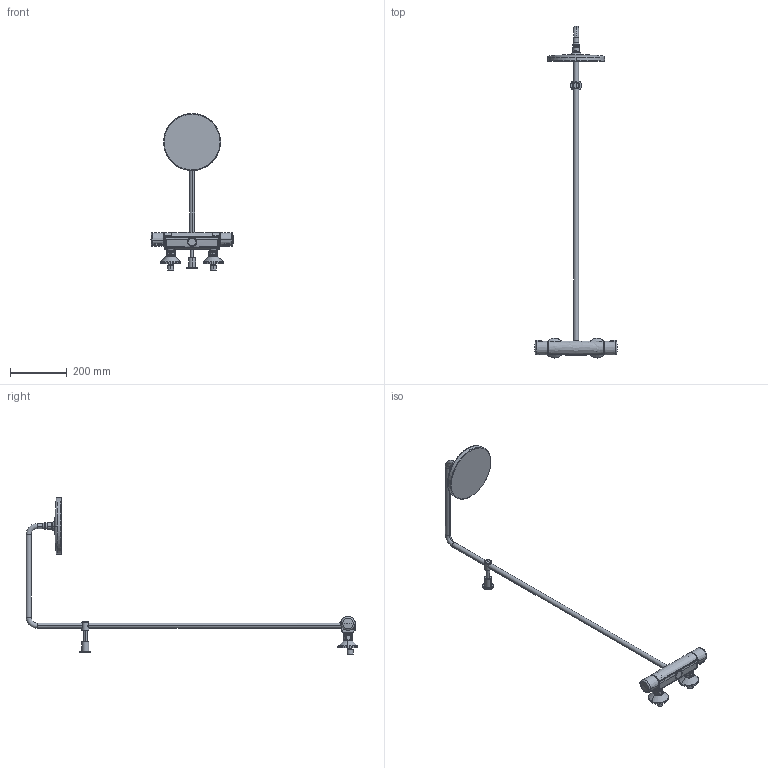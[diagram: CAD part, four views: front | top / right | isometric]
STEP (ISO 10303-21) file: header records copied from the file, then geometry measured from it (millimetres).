
FILE_DESCRIPTION (( 'STEP AP203' ), '1' );
FILE_NAME ('44350100.STEP', '2019-08-22T10:29:22', ( '' ), ( '' ), 'SwSTEP 2.0', 'SolidWorks 2016', '' );
FILE_SCHEMA (( 'CONFIG_CONTROL_DESIGN' ));
Length unit declared in the file: millimetre
Products named in the file (1): 44350100
Bounding box: 290.4 x 1165.28 x 551 mm (x, y, z)
Volume: 1426095.2 mm3; surface area: 304195.3 mm2
Topology: 1 solids, 7 shells, 657 faces, 1563 edges, 932 vertices
Faces by surface type: cylinder 183, bspline 176, plane 120, cone 85, torus 52, sphere 41
Entity records: 32849 total; most frequent: CARTESIAN_POINT 19132, ORIENTED_EDGE 3094, DIRECTION 2569, EDGE_CURVE 1547, AXIS2_PLACEMENT_3D 1103, VERTEX_POINT 930, EDGE_LOOP 687, FACE_OUTER_BOUND 657
